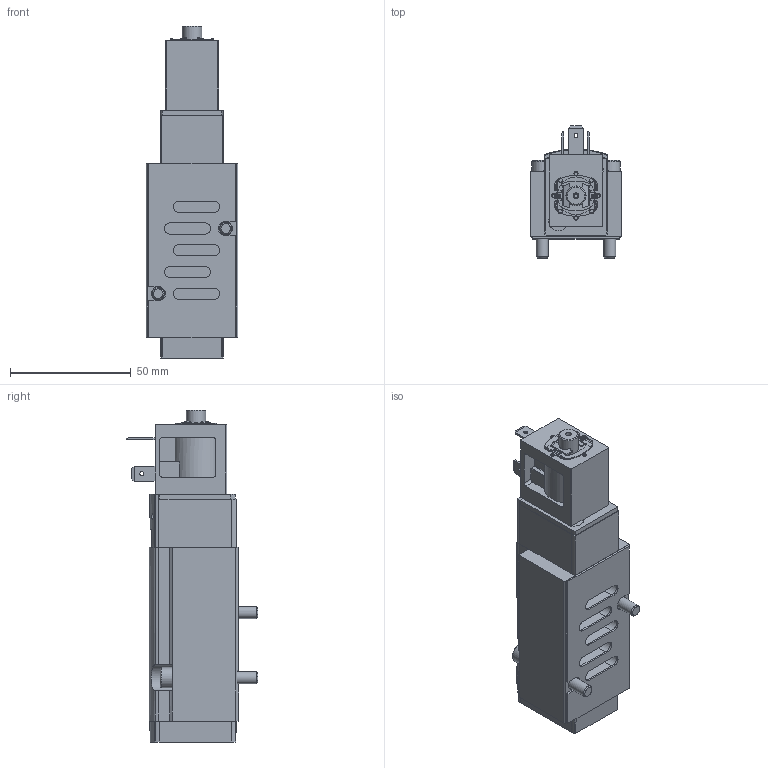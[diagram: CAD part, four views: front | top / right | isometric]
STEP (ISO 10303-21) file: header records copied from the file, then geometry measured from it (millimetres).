
FILE_DESCRIPTION(/* description */ ('STEP AP214'),/* implementation_level */ '2;1');
FILE_NAME(/* name */ '8166594_VSVA-BK-M52-MD-D1-1B2',/* time_stamp */ '2024-09-17T06:37:50+02:00',/* author */ ('License CC BY-ND 4.0'),/* organization */ ('CADENAS'),/* preprocessor_version */ 'ST-DEVELOPER v19.3',/* originating_system */ 'PARTsolutions',/* authorisation */ ' ');
FILE_SCHEMA (('AUTOMOTIVE_DESIGN {1 0 10303 214 3 1 1}'));
Length unit declared in the file: millimetre
Products named in the file (5): 8166594 VSVA-BK-M52-MD-D1-1B2---(high); 8166594 VSVA-BK-M52-MD-D1-1B2---(highV); 8200709 VACF-LK25; 8089671 VACX---(clip); 8151242 M5x35.5-10.9
Assembly tree (5 placements, depth 2):
  8166594 VSVA-BK-M52-MD-D1-1B2---(high)
    8166594 VSVA-BK-M52-MD-D1-1B2---(highV)
    8200709 VACF-LK25
    8089671 VACX---(clip)
    8151242 M5x35.5-10.9  x2
Bounding box: 38 x 54.65 x 137.59 mm (x, y, z)
Volume: 130578.6 mm3; surface area: 30375.1 mm2
Topology: 5 solids, 5 shells, 532 faces, 1324 edges, 868 vertices
Faces by surface type: plane 269, cylinder 217, torus 26, cone 20
Full cylindrical faces by diameter (mm): 1.3 x1, 1.65 x1, 1.75 x18, 2.4 x1, 2.438 x2, 2.459 x1, 3.3 x1, 4.3 x1, 5 x2, 5.5 x2, 7 x2, 7.4 x1, 7.9 x2, 8 x2, 8.05 x2, 8.15 x1, 8.5 x2, 10 x1, 15.6 x2
Entity records: 18010 total; most frequent: CARTESIAN_POINT 2781, DIRECTION 2662, ORIENTED_EDGE 2410, EDGE_CURVE 1205, AXIS2_PLACEMENT_3D 996, VERTEX_POINT 837, EDGE_LOOP 672, FACE_BOUND 672
